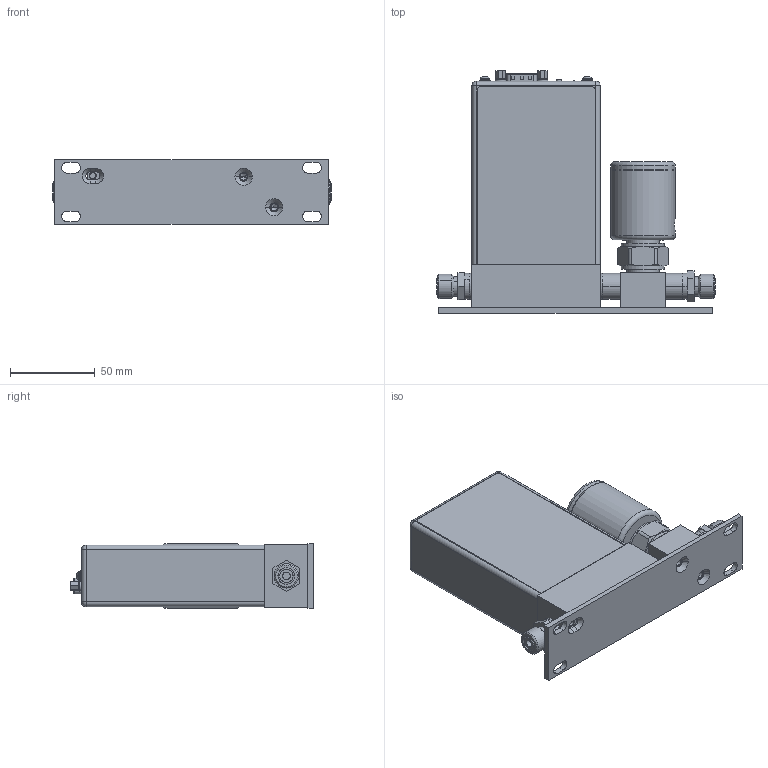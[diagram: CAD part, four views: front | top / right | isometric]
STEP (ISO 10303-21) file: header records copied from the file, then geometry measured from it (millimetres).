
FILE_DESCRIPTION((''),'2;1');
FILE_NAME('1040814_VCO_ASM','2012-01-13T',('cockrofm'),('MKS Instruments, Inc.'),'PRO/ENGINEER BY PARAMETRIC TECHNOLOGY CORPORATION, 2009060','PRO/ENGINEER BY PARAMETRIC TECHNOLOGY CORPORATION, 2009060','');
FILE_SCHEMA(('CONFIG_CONTROL_DESIGN'));
Length unit declared in the file: inch
Products named in the file (28): 119000_MNTG-PLATE; 1041553_FLOWBODY; 120405_SOLENOID-NO-WIRES_ASM; 1041562_ENCLOSURE_SOLID-TOP; 1041560_BRACKET; 1041561_BRAKET; 1041615_PWB; 110-8017_CONN-2POS-SINGLE; 1041767_LED; 110-0187-3-PIN-HEADER; 1041769_LED; 072-8550_MJTP1236E; 1038688_CONN_RJ45; 1036797; 1041616_MAIN_PWR-BD_ASM; 1016309-001; 1042610_LABEL_TOP_RS-485; 1011702-002_4-40_PAN-HD-SEMS; 1042639-002_REAR; 1042639-001_FRT; 160-3700; 160-9715; 117328-G1_ASM; 185-3740; 116159_FITTING_4VCO; 1040814_9-PIN_4VCO_NO_FITTING_ASM; 116653-P1_FULL-VALVE; 1040814_VCO_ASM
Assembly tree (32 placements, depth 4):
  1040814_VCO_ASM
    119000_MNTG-PLATE
    1040814_9-PIN_4VCO_NO_FITTING_ASM
      1041553_FLOWBODY
      120405_SOLENOID-NO-WIRES_ASM
      1041562_ENCLOSURE_SOLID-TOP
      1041560_BRACKET
      1041561_BRAKET
      1041616_MAIN_PWR-BD_ASM
        1041615_PWB
        110-8017_CONN-2POS-SINGLE
        1041767_LED
        110-0187-3-PIN-HEADER
        1041769_LED
        072-8550_MJTP1236E
        1038688_CONN_RJ45
        1036797
      1016309-001
      1042610_LABEL_TOP_RS-485
      1011702-002_4-40_PAN-HD-SEMS  x2
      1042639-002_REAR
      1042639-001_FRT
      160-3700  x2
      160-9715
      117328-G1_ASM
      185-3740
      116159_FITTING_4VCO
    116653-P1_FULL-VALVE
    116159_FITTING_4VCO
    1016309-001
    185-3740
Bounding box: 163.91 x 142.85 x 38.17 mm (x, y, z)
Volume: 214631.4 mm3; surface area: 156872 mm2
Topology: 28 solids, 47 shells, 1588 faces, 3925 edges, 2448 vertices
Faces by surface type: plane 800, cylinder 430, bspline 142, torus 92, cone 70, sphere 30, extrusion 24
Entity records: 45532 total; most frequent: CARTESIAN_POINT 11538, DIRECTION 7033, ORIENTED_EDGE 6726, EDGE_CURVE 3435, AXIS2_PLACEMENT_3D 2470, VERTEX_POINT 2238, VECTOR 2093, LINE 2069
